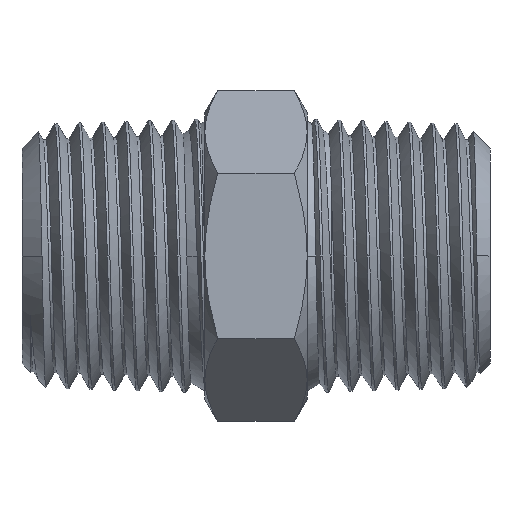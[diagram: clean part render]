
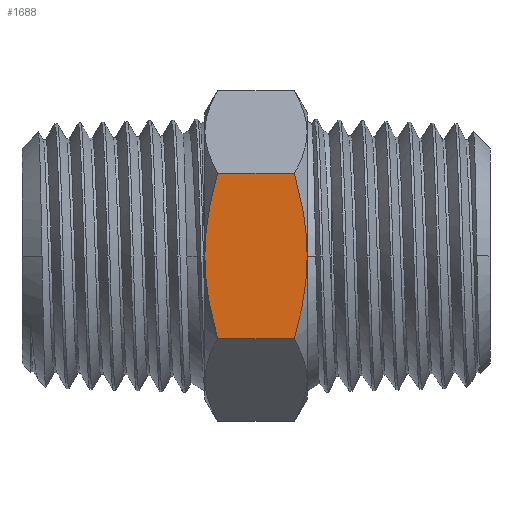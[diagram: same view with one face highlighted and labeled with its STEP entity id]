
A CAD part, front view. The second image highlights one B-rep face of the part: STEP entity #1688.
In plain terms, the highlighted face is planar.
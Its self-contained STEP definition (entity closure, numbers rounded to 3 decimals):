
#43=(
BOUNDED_CURVE()
B_SPLINE_CURVE(2,(#9246,#9247,#9248),.UNSPECIFIED.,.F.,.F.)
B_SPLINE_CURVE_WITH_KNOTS((3,3),(134.334,173.85),
 .UNSPECIFIED.)
CURVE()
GEOMETRIC_REPRESENTATION_ITEM()
RATIONAL_B_SPLINE_CURVE((5.873,5.873,5.451))
REPRESENTATION_ITEM('')
);
#44=(
BOUNDED_CURVE()
B_SPLINE_CURVE(2,(#9249,#9250,#9251),.UNSPECIFIED.,.F.,.F.)
B_SPLINE_CURVE_WITH_KNOTS((3,3),(94.818,134.334),
 .UNSPECIFIED.)
CURVE()
GEOMETRIC_REPRESENTATION_ITEM()
RATIONAL_B_SPLINE_CURVE((5.451,5.873,5.873))
REPRESENTATION_ITEM('')
);
#45=(
BOUNDED_CURVE()
B_SPLINE_CURVE(2,(#9253,#9254,#9255),.UNSPECIFIED.,.F.,.F.)
B_SPLINE_CURVE_WITH_KNOTS((3,3),(134.156,173.624),
 .UNSPECIFIED.)
CURVE()
GEOMETRIC_REPRESENTATION_ITEM()
RATIONAL_B_SPLINE_CURVE((5.866,5.866,5.445))
REPRESENTATION_ITEM('')
);
#46=(
BOUNDED_CURVE()
B_SPLINE_CURVE(2,(#9256,#9257,#9258),.UNSPECIFIED.,.F.,.F.)
B_SPLINE_CURVE_WITH_KNOTS((3,3),(94.688,134.156),
 .UNSPECIFIED.)
CURVE()
GEOMETRIC_REPRESENTATION_ITEM()
RATIONAL_B_SPLINE_CURVE((5.445,5.866,5.866))
REPRESENTATION_ITEM('')
);
#61=PLANE('',#1786);
#340=FACE_OUTER_BOUND('',#416,.T.);
#416=EDGE_LOOP('',(#1353,#1354,#1355,#1356,#1357,#1358));
#495=LINE('',#9226,#544);
#496=LINE('',#9244,#545);
#544=VECTOR('',#2004,1000.);
#545=VECTOR('',#2007,1000.);
#773=VERTEX_POINT('',#9224);
#774=VERTEX_POINT('',#9225);
#777=VERTEX_POINT('',#9242);
#778=VERTEX_POINT('',#9243);
#779=VERTEX_POINT('',#9245);
#780=VERTEX_POINT('',#9252);
#1025=EDGE_CURVE('',#773,#774,#495,.T.);
#1030=EDGE_CURVE('',#777,#778,#496,.T.);
#1031=EDGE_CURVE('',#777,#779,#43,.F.);
#1032=EDGE_CURVE('',#779,#773,#44,.F.);
#1033=EDGE_CURVE('',#774,#780,#45,.F.);
#1034=EDGE_CURVE('',#780,#778,#46,.F.);
#1353=ORIENTED_EDGE('',*,*,#1030,.F.);
#1354=ORIENTED_EDGE('',*,*,#1031,.T.);
#1355=ORIENTED_EDGE('',*,*,#1032,.T.);
#1356=ORIENTED_EDGE('',*,*,#1025,.T.);
#1357=ORIENTED_EDGE('',*,*,#1033,.T.);
#1358=ORIENTED_EDGE('',*,*,#1034,.T.);
#1688=ADVANCED_FACE('',(#340),#61,.T.);
#1786=AXIS2_PLACEMENT_3D('',#9241,#2005,#2006);
#2004=DIRECTION('',(0.,0.,1.));
#2005=DIRECTION('center_axis',(-1.,0.,0.));
#2006=DIRECTION('ref_axis',(0.,-1.,0.));
#2007=DIRECTION('',(0.,0.,1.));
#9224=CARTESIAN_POINT('',(-11.113,-6.416,15.182));
#9225=CARTESIAN_POINT('',(-11.113,-6.416,21.14));
#9226=CARTESIAN_POINT('',(-11.113,-6.416,15.44));
#9241=CARTESIAN_POINT('Origin',(-11.113,6.416,15.44));
#9242=CARTESIAN_POINT('',(-11.113,6.416,15.182));
#9243=CARTESIAN_POINT('',(-11.113,6.416,21.14));
#9244=CARTESIAN_POINT('',(-11.113,6.416,15.44));
#9245=CARTESIAN_POINT('',(-11.113,0.,14.19));
#9246=CARTESIAN_POINT('Ctrl Pts',(-11.113,0.,14.19));
#9247=CARTESIAN_POINT('Ctrl Pts',(-11.113,2.978,14.19));
#9248=CARTESIAN_POINT('Ctrl Pts',(-11.113,6.416,15.182));
#9249=CARTESIAN_POINT('Ctrl Pts',(-11.113,-6.416,15.182));
#9250=CARTESIAN_POINT('Ctrl Pts',(-11.113,-2.978,14.19));
#9251=CARTESIAN_POINT('Ctrl Pts',(-11.113,0.,14.19));
#9252=CARTESIAN_POINT('',(-11.113,0.,22.132));
#9253=CARTESIAN_POINT('Ctrl Pts',(-11.113,0.,22.132));
#9254=CARTESIAN_POINT('Ctrl Pts',(-11.113,-2.978,22.132));
#9255=CARTESIAN_POINT('Ctrl Pts',(-11.113,-6.416,21.14));
#9256=CARTESIAN_POINT('Ctrl Pts',(-11.113,6.416,21.14));
#9257=CARTESIAN_POINT('Ctrl Pts',(-11.113,2.978,22.132));
#9258=CARTESIAN_POINT('Ctrl Pts',(-11.113,0.,22.132));
